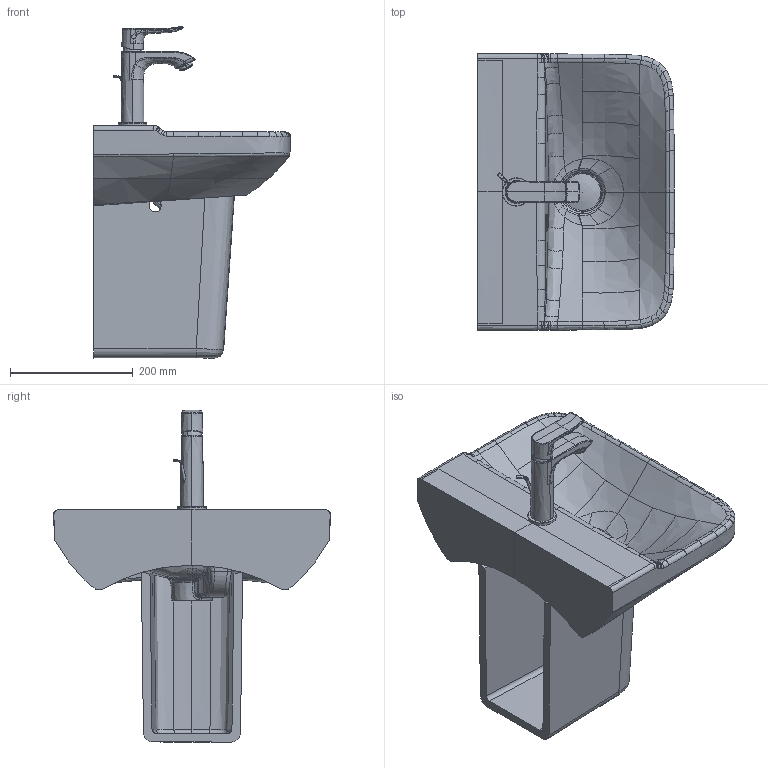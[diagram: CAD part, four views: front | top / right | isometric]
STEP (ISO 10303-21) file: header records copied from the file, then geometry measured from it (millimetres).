
FILE_DESCRIPTION((''),'2;1');
FILE_NAME('071645.stp','2015-07-14T15:17:00',('Administrator'),(''),'Autodesk Inventor 2011','Autodesk Inventor 2011','');
FILE_SCHEMA(('CONFIG_CONTROL_DESIGN'));
Length unit declared in the file: millimetre
Products named in the file (15): 071645; 085838; WT-Armatur HANSGROHE METRIS; Gehäuse; Rosette Citerio; Griff_HWB_Metris; Griffstopfen; Zugstange Griff; Rosette Talis; Neoperl Strahler; Strahlreglerhuelse; Strahler; Kelch; Stopfen
Assembly tree (14 placements, depth 4):
  071645
    071645
    085838
    WT-Armatur HANSGROHE METRIS
      Gehäuse
      Rosette Citerio
      Griff_HWB_Metris
      Griffstopfen
      Zugstange Griff
      Rosette Talis
      Neoperl Strahler
        Strahlreglerhuelse
        Strahler
    Kelch
    Stopfen
Bounding box: 319.79 x 449.73 x 540.17 mm (x, y, z)
Volume: 9494551.2 mm3; surface area: 933742.3 mm2
Topology: 12 solids, 12 shells, 1585 faces, 4513 edges, 2949 vertices
Faces by surface type: bspline 633, plane 508, cylinder 337, cone 51, torus 48, sphere 8
Full cylindrical faces by diameter (mm): 4 x1, 5 x1, 5.2 x1, 5.325 x1, 5.4 x1, 8.875 x1, 12.35 x1, 15.75 x1, 16 x1, 17.5 x1, 17.7 x1, 19.97 x1, 20 x2, 20.1 x1, 20.88 x1, 21 x1, 22.5 x2, 24 x3, 25 x1, 31.3 x1, 35 x1, 42 x1, 44 x1, 46 x1, 60 x1
Entity records: 111896 total; most frequent: CARTESIAN_POINT 73532, ORIENTED_EDGE 8864, DIRECTION 5779, EDGE_CURVE 4432, VERTEX_POINT 2928, AXIS2_PLACEMENT_3D 2284, B_SPLINE_CURVE_WITH_KNOTS 1860, EDGE_LOOP 1669
